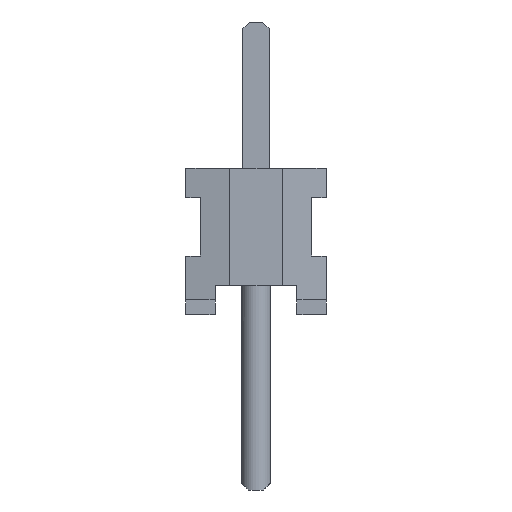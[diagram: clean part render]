
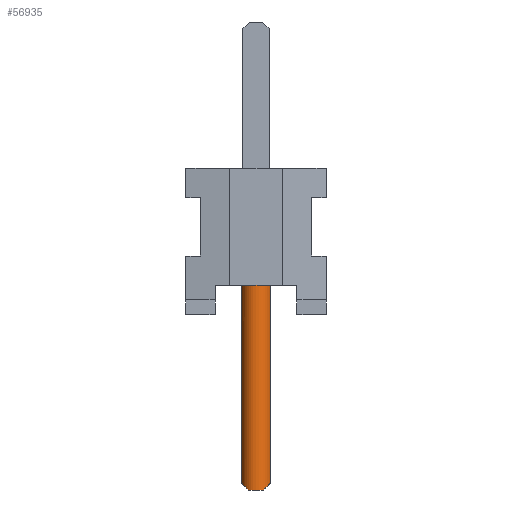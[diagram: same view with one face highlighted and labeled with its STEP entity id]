
A CAD part, left-side view. The second image highlights one B-rep face of the part: STEP entity #56935.
In plain terms, the highlighted cylindrical face has radius 0.254 mm (diameter 0.508 mm), a full revolution.
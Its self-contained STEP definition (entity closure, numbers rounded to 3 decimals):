
#54273 = EDGE_CURVE('',#54274,#54276,#54278,.T.);
#54274 = VERTEX_POINT('',#54275);
#54275 = CARTESIAN_POINT('',(-27.559,0.,1.27));
#54276 = VERTEX_POINT('',#54277);
#54277 = CARTESIAN_POINT('',(-27.085,0.127,1.27));
#54278 = CIRCLE('',#54279,0.254);
#54279 = AXIS2_PLACEMENT_3D('',#54280,#54281,#54282);
#54280 = CARTESIAN_POINT('',(-27.305,0.,1.27));
#54281 = DIRECTION('',(0.,0.,1.));
#54282 = DIRECTION('',(1.,0.,0.));
#54284 = EDGE_CURVE('',#54276,#54274,#54285,.T.);
#54285 = CIRCLE('',#54286,0.254);
#54286 = AXIS2_PLACEMENT_3D('',#54287,#54288,#54289);
#54287 = CARTESIAN_POINT('',(-27.305,0.,1.27));
#54288 = DIRECTION('',(0.,0.,1.));
#54289 = DIRECTION('',(1.,0.,0.));
#56935 = ADVANCED_FACE('',(#56936),#56982,.T.);
#56936 = FACE_BOUND('',#56937,.T.);
#56937 = EDGE_LOOP('',(#56938,#56939,#56946,#56955,#56964,#56973,#56980,
    #56981));
#56938 = ORIENTED_EDGE('',*,*,#54284,.F.);
#56939 = ORIENTED_EDGE('',*,*,#56940,.T.);
#56940 = EDGE_CURVE('',#54276,#56941,#56943,.T.);
#56941 = VERTEX_POINT('',#56942);
#56942 = CARTESIAN_POINT('',(-27.085,0.127,-3.048));
#56943 = B_SPLINE_CURVE_WITH_KNOTS('',1,(#56944,#56945),.UNSPECIFIED.,
  .F.,.F.,(2,2),(0.,4.318),.PIECEWISE_BEZIER_KNOTS.);
#56944 = CARTESIAN_POINT('',(-27.085,0.127,1.27));
#56945 = CARTESIAN_POINT('',(-27.085,0.127,-3.048));
#56946 = ORIENTED_EDGE('',*,*,#56947,.T.);
#56947 = EDGE_CURVE('',#56941,#56948,#56950,.T.);
#56948 = VERTEX_POINT('',#56949);
#56949 = CARTESIAN_POINT('',(-27.525,0.127,-3.048));
#56950 = ELLIPSE('',#56951,0.359,0.254);
#56951 = AXIS2_PLACEMENT_3D('',#56952,#56953,#56954);
#56952 = CARTESIAN_POINT('',(-27.305,0.,-3.175));
#56953 = DIRECTION('',(0.,-0.707,0.707));
#56954 = DIRECTION('',(0.,-0.707,-0.707));
#56955 = ORIENTED_EDGE('',*,*,#56956,.T.);
#56956 = EDGE_CURVE('',#56948,#56957,#56959,.T.);
#56957 = VERTEX_POINT('',#56958);
#56958 = CARTESIAN_POINT('',(-27.525,-0.127,-3.048));
#56959 = CIRCLE('',#56960,0.254);
#56960 = AXIS2_PLACEMENT_3D('',#56961,#56962,#56963);
#56961 = CARTESIAN_POINT('',(-27.305,0.,-3.048));
#56962 = DIRECTION('',(0.,0.,1.));
#56963 = DIRECTION('',(0.,-1.,0.));
#56964 = ORIENTED_EDGE('',*,*,#56965,.T.);
#56965 = EDGE_CURVE('',#56957,#56966,#56968,.T.);
#56966 = VERTEX_POINT('',#56967);
#56967 = CARTESIAN_POINT('',(-27.085,-0.127,-3.048));
#56968 = ELLIPSE('',#56969,0.359,0.254);
#56969 = AXIS2_PLACEMENT_3D('',#56970,#56971,#56972);
#56970 = CARTESIAN_POINT('',(-27.305,0.,-3.175));
#56971 = DIRECTION('',(0.,0.707,0.707));
#56972 = DIRECTION('',(0.,0.707,-0.707));
#56973 = ORIENTED_EDGE('',*,*,#56974,.T.);
#56974 = EDGE_CURVE('',#56966,#56941,#56975,.T.);
#56975 = CIRCLE('',#56976,0.254);
#56976 = AXIS2_PLACEMENT_3D('',#56977,#56978,#56979);
#56977 = CARTESIAN_POINT('',(-27.305,0.,-3.048));
#56978 = DIRECTION('',(0.,0.,1.));
#56979 = DIRECTION('',(0.,-1.,0.));
#56980 = ORIENTED_EDGE('',*,*,#56940,.F.);
#56981 = ORIENTED_EDGE('',*,*,#54273,.F.);
#56982 = CYLINDRICAL_SURFACE('',#56983,0.254);
#56983 = AXIS2_PLACEMENT_3D('',#56984,#56985,#56986);
#56984 = CARTESIAN_POINT('',(-27.305,0.,1.27));
#56985 = DIRECTION('',(0.,0.,-1.));
#56986 = DIRECTION('',(0.,1.,0.));
